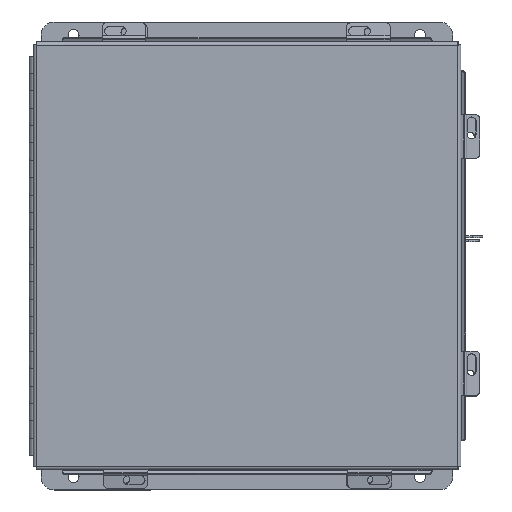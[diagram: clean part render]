
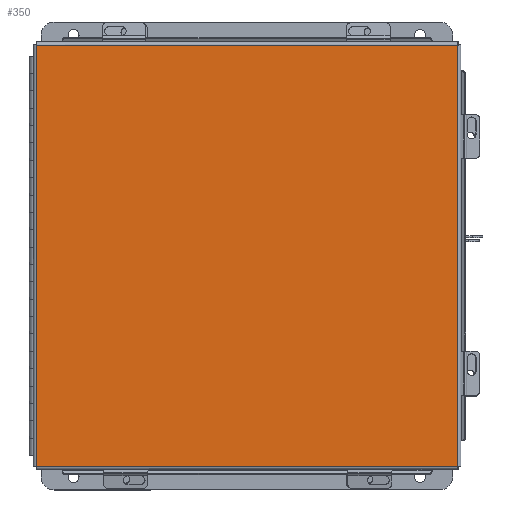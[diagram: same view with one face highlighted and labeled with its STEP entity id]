
A CAD part, top view. The second image highlights one B-rep face of the part: STEP entity #350.
In plain terms, the highlighted face is planar.
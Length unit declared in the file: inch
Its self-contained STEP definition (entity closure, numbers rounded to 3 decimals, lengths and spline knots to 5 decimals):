
#350 = ADVANCED_FACE ( 'NONE', ( #4595 ), #5046, .T. ) ;
#711 = EDGE_CURVE ( 'NONE', #3498, #5966, #9898, .T. ) ;
#979 = EDGE_LOOP ( 'NONE', ( #6905, #11961, #3274, #14834 ) ) ;
#1215 = CARTESIAN_POINT ( 'NONE',  ( 6.06855, -6.06855, -0.0747 ) ) ;
#1459 = DIRECTION ( 'NONE',  ( -1., 0., 0. ) ) ;
#3116 = CARTESIAN_POINT ( 'NONE',  ( -6.06855, -6.07448, -0.0747 ) ) ;
#3274 = ORIENTED_EDGE ( 'NONE', *, *, #15348, .T. ) ;
#3383 = DIRECTION ( 'NONE',  ( 1., 0., 0. ) ) ;
#3498 = VERTEX_POINT ( 'NONE', #11699 ) ;
#4347 = DIRECTION ( 'NONE',  ( 0., -1., 0. ) ) ;
#4595 = FACE_OUTER_BOUND ( 'NONE', #979, .T. ) ;
#4768 = LINE ( 'NONE', #9863, #15154 ) ;
#5046 = PLANE ( 'NONE',  #8053 ) ;
#5319 = DIRECTION ( 'NONE',  ( -1., 0., 0. ) ) ;
#5861 = VECTOR ( 'NONE', #4347, 39.37008 ) ;
#5918 = LINE ( 'NONE', #13451, #12716 ) ;
#5966 = VERTEX_POINT ( 'NONE', #1215 ) ;
#6905 = ORIENTED_EDGE ( 'NONE', *, *, #8543, .T. ) ;
#8053 = AXIS2_PLACEMENT_3D ( 'NONE', #9034, #13776, #1459 ) ;
#8543 = EDGE_CURVE ( 'NONE', #16333, #3498, #4768, .T. ) ;
#9034 = CARTESIAN_POINT ( 'NONE',  ( 0., 0., -0.0747 ) ) ;
#9752 = CARTESIAN_POINT ( 'NONE',  ( 6.06855, 6.07448, -0.0747 ) ) ;
#9863 = CARTESIAN_POINT ( 'NONE',  ( -6.07448, 6.06855, -0.0747 ) ) ;
#9887 = LINE ( 'NONE', #3116, #14754 ) ;
#9898 = LINE ( 'NONE', #9752, #5861 ) ;
#10234 = EDGE_CURVE ( 'NONE', #10634, #16333, #9887, .T. ) ;
#10634 = VERTEX_POINT ( 'NONE', #17350 ) ;
#11699 = CARTESIAN_POINT ( 'NONE',  ( 6.06855, 6.06855, -0.0747 ) ) ;
#11961 = ORIENTED_EDGE ( 'NONE', *, *, #711, .T. ) ;
#12599 = DIRECTION ( 'NONE',  ( 0., 1., 0. ) ) ;
#12716 = VECTOR ( 'NONE', #5319, 39.37008 ) ;
#13451 = CARTESIAN_POINT ( 'NONE',  ( 6.07448, -6.06855, -0.0747 ) ) ;
#13776 = DIRECTION ( 'NONE',  ( 0., 0., -1. ) ) ;
#14754 = VECTOR ( 'NONE', #12599, 39.37008 ) ;
#14834 = ORIENTED_EDGE ( 'NONE', *, *, #10234, .T. ) ;
#15154 = VECTOR ( 'NONE', #3383, 39.37008 ) ;
#15348 = EDGE_CURVE ( 'NONE', #5966, #10634, #5918, .T. ) ;
#15425 = CARTESIAN_POINT ( 'NONE',  ( -6.06855, 6.06855, -0.0747 ) ) ;
#16333 = VERTEX_POINT ( 'NONE', #15425 ) ;
#17350 = CARTESIAN_POINT ( 'NONE',  ( -6.06855, -6.06855, -0.0747 ) ) ;
